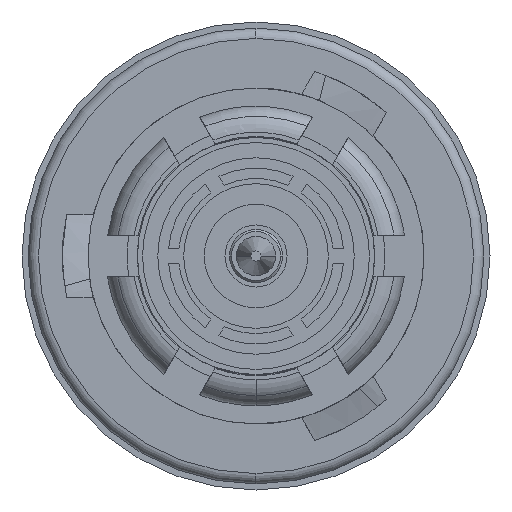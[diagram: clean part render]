
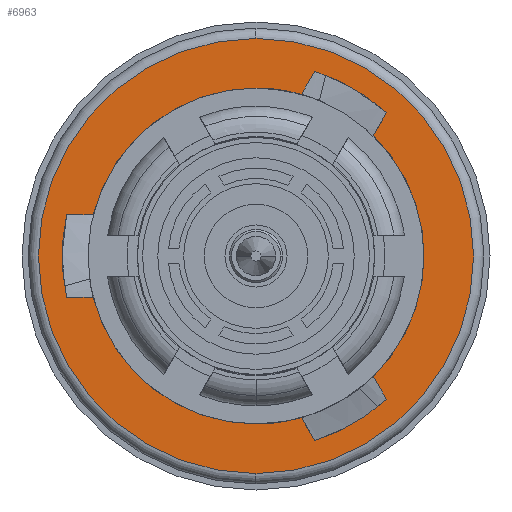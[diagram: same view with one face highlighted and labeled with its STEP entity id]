
A CAD part, left-side view. The second image highlights one B-rep face of the part: STEP entity #6963.
In plain terms, the highlighted face is planar.
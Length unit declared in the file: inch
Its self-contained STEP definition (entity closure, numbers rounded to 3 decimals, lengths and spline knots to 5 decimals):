
#2 = CARTESIAN_POINT ( 'NONE',  ( 0., -0.05688, -0.17866 ) ) ;
#28 = DIRECTION ( 'NONE',  ( -1., 0., 0. ) ) ;
#67 = VERTEX_POINT ( 'NONE', #5764 ) ;
#215 = LINE ( 'NONE', #6111, #4447 ) ;
#221 = AXIS2_PLACEMENT_3D ( 'NONE', #4945, #3391, #9373 ) ;
#284 = FACE_OUTER_BOUND ( 'NONE', #9554, .T. ) ;
#490 = ORIENTED_EDGE ( 'NONE', *, *, #7735, .T. ) ;
#496 = AXIS2_PLACEMENT_3D ( 'NONE', #6670, #1332, #4330 ) ;
#556 = LINE ( 'NONE', #9423, #1838 ) ;
#598 = VECTOR ( 'NONE', #6235, 39.37008 ) ;
#638 = VERTEX_POINT ( 'NONE', #7358 ) ;
#707 = ORIENTED_EDGE ( 'NONE', *, *, #8622, .T. ) ;
#886 = CARTESIAN_POINT ( 'NONE',  ( 0., -0.12629, 0.13859 ) ) ;
#910 = LINE ( 'NONE', #3300, #598 ) ;
#1046 = FACE_BOUND ( 'NONE', #1631, .T. ) ;
#1094 = VERTEX_POINT ( 'NONE', #1735 ) ;
#1332 = DIRECTION ( 'NONE',  ( -1., 0., 0. ) ) ;
#1374 = VERTEX_POINT ( 'NONE', #3711 ) ;
#1390 = CIRCLE ( 'NONE', #9491, 0.21045 ) ;
#1432 = VERTEX_POINT ( 'NONE', #2 ) ;
#1521 = DIRECTION ( 'NONE',  ( 0., 0., 1. ) ) ;
#1631 = EDGE_LOOP ( 'NONE', ( #2626, #2210, #5763, #7568, #3976, #490, #4273, #5055, #7383, #8499, #707, #2649, #9024, #9273 ) ) ;
#1687 = CARTESIAN_POINT ( 'NONE',  ( 0., -0.12629, -0.13859 ) ) ;
#1735 = CARTESIAN_POINT ( 'NONE',  ( 0., -0.11345, 0.11635 ) ) ;
#1767 = LINE ( 'NONE', #2691, #5676 ) ;
#1838 = VECTOR ( 'NONE', #2743, 39.37008 ) ;
#1975 = DIRECTION ( 'NONE',  ( 0., 0., 1. ) ) ;
#2210 = ORIENTED_EDGE ( 'NONE', *, *, #2584, .F. ) ;
#2252 = ORIENTED_EDGE ( 'NONE', *, *, #7518, .F. ) ;
#2284 = CARTESIAN_POINT ( 'NONE',  ( 0., 0.15748, -0.04007 ) ) ;
#2309 = CARTESIAN_POINT ( 'NONE',  ( 0., 0.18317, -0.04007 ) ) ;
#2538 = CIRCLE ( 'NONE', #221, 0.1875 ) ;
#2584 = EDGE_CURVE ( 'NONE', #67, #4770, #910, .T. ) ;
#2626 = ORIENTED_EDGE ( 'NONE', *, *, #4053, .T. ) ;
#2649 = ORIENTED_EDGE ( 'NONE', *, *, #8447, .F. ) ;
#2691 = CARTESIAN_POINT ( 'NONE',  ( 0., -0.05688, -0.17866 ) ) ;
#2718 = CARTESIAN_POINT ( 'NONE',  ( 0., -0.12629, -0.13859 ) ) ;
#2743 = DIRECTION ( 'NONE',  ( 0., -1., 0. ) ) ;
#2783 = ORIENTED_EDGE ( 'NONE', *, *, #5392, .F. ) ;
#2854 = AXIS2_PLACEMENT_3D ( 'NONE', #8512, #4959, #1975 ) ;
#2997 = AXIS2_PLACEMENT_3D ( 'NONE', #4765, #5406, #6275 ) ;
#3083 = EDGE_CURVE ( 'NONE', #6428, #638, #7906, .T. ) ;
#3121 = CARTESIAN_POINT ( 'NONE',  ( 0., 0.15748, 0.04007 ) ) ;
#3176 = AXIS2_PLACEMENT_3D ( 'NONE', #4600, #28, #1521 ) ;
#3224 = CARTESIAN_POINT ( 'NONE',  ( 0., 0., 0. ) ) ;
#3240 = DIRECTION ( 'NONE',  ( 0., 0.5, 0.866 ) ) ;
#3300 = CARTESIAN_POINT ( 'NONE',  ( 0., -0.05688, 0.17866 ) ) ;
#3376 = DIRECTION ( 'NONE',  ( 0., 0., 1. ) ) ;
#3384 = AXIS2_PLACEMENT_3D ( 'NONE', #4274, #7155, #6468 ) ;
#3391 = DIRECTION ( 'NONE',  ( -1., 0., 0. ) ) ;
#3477 = CARTESIAN_POINT ( 'NONE',  ( 0., 0., 0.21045 ) ) ;
#3711 = CARTESIAN_POINT ( 'NONE',  ( 0., -0.11345, -0.11635 ) ) ;
#3812 = VERTEX_POINT ( 'NONE', #4680 ) ;
#3821 = VECTOR ( 'NONE', #8713, 39.37008 ) ;
#3971 = DIRECTION ( 'NONE',  ( 0., 0.5, -0.866 ) ) ;
#3976 = ORIENTED_EDGE ( 'NONE', *, *, #4342, .F. ) ;
#3981 = VECTOR ( 'NONE', #3971, 39.37008 ) ;
#4053 = EDGE_CURVE ( 'NONE', #7642, #4770, #9303, .T. ) ;
#4148 = CARTESIAN_POINT ( 'NONE',  ( 0., 0., 0. ) ) ;
#4273 = ORIENTED_EDGE ( 'NONE', *, *, #8664, .F. ) ;
#4274 = CARTESIAN_POINT ( 'NONE',  ( 0., 0., 0. ) ) ;
#4330 = DIRECTION ( 'NONE',  ( 0., 0., 1. ) ) ;
#4342 = EDGE_CURVE ( 'NONE', #9568, #8154, #556, .T. ) ;
#4447 = VECTOR ( 'NONE', #5289, 39.37008 ) ;
#4491 = VERTEX_POINT ( 'NONE', #3477 ) ;
#4511 = LINE ( 'NONE', #886, #3981 ) ;
#4565 = CIRCLE ( 'NONE', #8155, 0.1625 ) ;
#4600 = CARTESIAN_POINT ( 'NONE',  ( 0., 0., 0. ) ) ;
#4625 = DIRECTION ( 'NONE',  ( 0., 0., 1. ) ) ;
#4680 = CARTESIAN_POINT ( 'NONE',  ( 0., -0.04404, -0.15642 ) ) ;
#4733 = CIRCLE ( 'NONE', #3176, 0.1625 ) ;
#4765 = CARTESIAN_POINT ( 'NONE',  ( 0., 0.21045, 0. ) ) ;
#4770 = VERTEX_POINT ( 'NONE', #5061 ) ;
#4945 = CARTESIAN_POINT ( 'NONE',  ( 0., 0., 0. ) ) ;
#4959 = DIRECTION ( 'NONE',  ( -1., 0., 0. ) ) ;
#5055 = ORIENTED_EDGE ( 'NONE', *, *, #3083, .T. ) ;
#5061 = CARTESIAN_POINT ( 'NONE',  ( 0., -0.05688, 0.17866 ) ) ;
#5062 = CIRCLE ( 'NONE', #6307, 0.1875 ) ;
#5124 = DIRECTION ( 'NONE',  ( 0., 0., 1. ) ) ;
#5289 = DIRECTION ( 'NONE',  ( 0., 1., 0. ) ) ;
#5311 = CIRCLE ( 'NONE', #496, 0.1625 ) ;
#5392 = EDGE_CURVE ( 'NONE', #4491, #6214, #1390, .T. ) ;
#5406 = DIRECTION ( 'NONE',  ( -1., 0., 0. ) ) ;
#5454 = DIRECTION ( 'NONE',  ( -1., 0., 0. ) ) ;
#5676 = VECTOR ( 'NONE', #3240, 39.37008 ) ;
#5759 = CARTESIAN_POINT ( 'NONE',  ( 0., 0.18317, 0.04007 ) ) ;
#5763 = ORIENTED_EDGE ( 'NONE', *, *, #6772, .T. ) ;
#5764 = CARTESIAN_POINT ( 'NONE',  ( 0., -0.04404, 0.15642 ) ) ;
#5839 = CIRCLE ( 'NONE', #8455, 0.21045 ) ;
#5989 = DIRECTION ( 'NONE',  ( -1., 0., 0. ) ) ;
#6026 = VERTEX_POINT ( 'NONE', #1687 ) ;
#6053 = AXIS2_PLACEMENT_3D ( 'NONE', #6121, #6912, #9083 ) ;
#6111 = CARTESIAN_POINT ( 'NONE',  ( 0., 0.18317, -0.04007 ) ) ;
#6121 = CARTESIAN_POINT ( 'NONE',  ( 0., 0., 0. ) ) ;
#6166 = EDGE_CURVE ( 'NONE', #638, #3812, #5311, .T. ) ;
#6214 = VERTEX_POINT ( 'NONE', #8080 ) ;
#6232 = PLANE ( 'NONE',  #2997 ) ;
#6235 = DIRECTION ( 'NONE',  ( 0., -0.5, 0.866 ) ) ;
#6253 = DIRECTION ( 'NONE',  ( -1., 0., 0. ) ) ;
#6275 = DIRECTION ( 'NONE',  ( 0., 0., 1. ) ) ;
#6307 = AXIS2_PLACEMENT_3D ( 'NONE', #8462, #5454, #4625 ) ;
#6428 = VERTEX_POINT ( 'NONE', #2284 ) ;
#6468 = DIRECTION ( 'NONE',  ( 0., 0., 1. ) ) ;
#6670 = CARTESIAN_POINT ( 'NONE',  ( 0., 0., 0. ) ) ;
#6676 = VERTEX_POINT ( 'NONE', #7904 ) ;
#6772 = EDGE_CURVE ( 'NONE', #67, #6676, #4565, .T. ) ;
#6912 = DIRECTION ( 'NONE',  ( -1., 0., 0. ) ) ;
#6963 = ADVANCED_FACE ( 'NONE', ( #1046, #284 ), #6232, .F. ) ;
#7054 = EDGE_CURVE ( 'NONE', #6676, #8154, #9217, .T. ) ;
#7155 = DIRECTION ( 'NONE',  ( -1., 0., 0. ) ) ;
#7329 = LINE ( 'NONE', #2718, #3821 ) ;
#7358 = CARTESIAN_POINT ( 'NONE',  ( 0., 0., -0.1625 ) ) ;
#7383 = ORIENTED_EDGE ( 'NONE', *, *, #6166, .T. ) ;
#7463 = DIRECTION ( 'NONE',  ( -1., 0., 0. ) ) ;
#7518 = EDGE_CURVE ( 'NONE', #6214, #4491, #5839, .T. ) ;
#7555 = VERTEX_POINT ( 'NONE', #2309 ) ;
#7568 = ORIENTED_EDGE ( 'NONE', *, *, #7054, .T. ) ;
#7642 = VERTEX_POINT ( 'NONE', #8451 ) ;
#7653 = EDGE_CURVE ( 'NONE', #1432, #3812, #1767, .T. ) ;
#7688 = DIRECTION ( 'NONE',  ( 0., 0., 1. ) ) ;
#7735 = EDGE_CURVE ( 'NONE', #9568, #7555, #2538, .T. ) ;
#7904 = CARTESIAN_POINT ( 'NONE',  ( 0., 0., 0.1625 ) ) ;
#7906 = CIRCLE ( 'NONE', #3384, 0.1625 ) ;
#7908 = EDGE_CURVE ( 'NONE', #1374, #1094, #4733, .T. ) ;
#8080 = CARTESIAN_POINT ( 'NONE',  ( 0., 0., -0.21045 ) ) ;
#8154 = VERTEX_POINT ( 'NONE', #3121 ) ;
#8155 = AXIS2_PLACEMENT_3D ( 'NONE', #4148, #7463, #5124 ) ;
#8222 = CARTESIAN_POINT ( 'NONE',  ( 0., 0., 0. ) ) ;
#8447 = EDGE_CURVE ( 'NONE', #1374, #6026, #7329, .T. ) ;
#8451 = CARTESIAN_POINT ( 'NONE',  ( 0., -0.12629, 0.13859 ) ) ;
#8455 = AXIS2_PLACEMENT_3D ( 'NONE', #8222, #5989, #7688 ) ;
#8462 = CARTESIAN_POINT ( 'NONE',  ( 0., 0., 0. ) ) ;
#8499 = ORIENTED_EDGE ( 'NONE', *, *, #7653, .F. ) ;
#8512 = CARTESIAN_POINT ( 'NONE',  ( 0., 0., 0. ) ) ;
#8622 = EDGE_CURVE ( 'NONE', #1432, #6026, #5062, .T. ) ;
#8664 = EDGE_CURVE ( 'NONE', #6428, #7555, #215, .T. ) ;
#8665 = EDGE_CURVE ( 'NONE', #7642, #1094, #4511, .T. ) ;
#8713 = DIRECTION ( 'NONE',  ( 0., -0.5, -0.866 ) ) ;
#9024 = ORIENTED_EDGE ( 'NONE', *, *, #7908, .T. ) ;
#9083 = DIRECTION ( 'NONE',  ( 0., 0., 1. ) ) ;
#9217 = CIRCLE ( 'NONE', #2854, 0.1625 ) ;
#9273 = ORIENTED_EDGE ( 'NONE', *, *, #8665, .F. ) ;
#9303 = CIRCLE ( 'NONE', #6053, 0.1875 ) ;
#9373 = DIRECTION ( 'NONE',  ( 0., 0., 1. ) ) ;
#9423 = CARTESIAN_POINT ( 'NONE',  ( 0., 0.18317, 0.04007 ) ) ;
#9491 = AXIS2_PLACEMENT_3D ( 'NONE', #3224, #6253, #3376 ) ;
#9554 = EDGE_LOOP ( 'NONE', ( #2783, #2252 ) ) ;
#9568 = VERTEX_POINT ( 'NONE', #5759 ) ;
